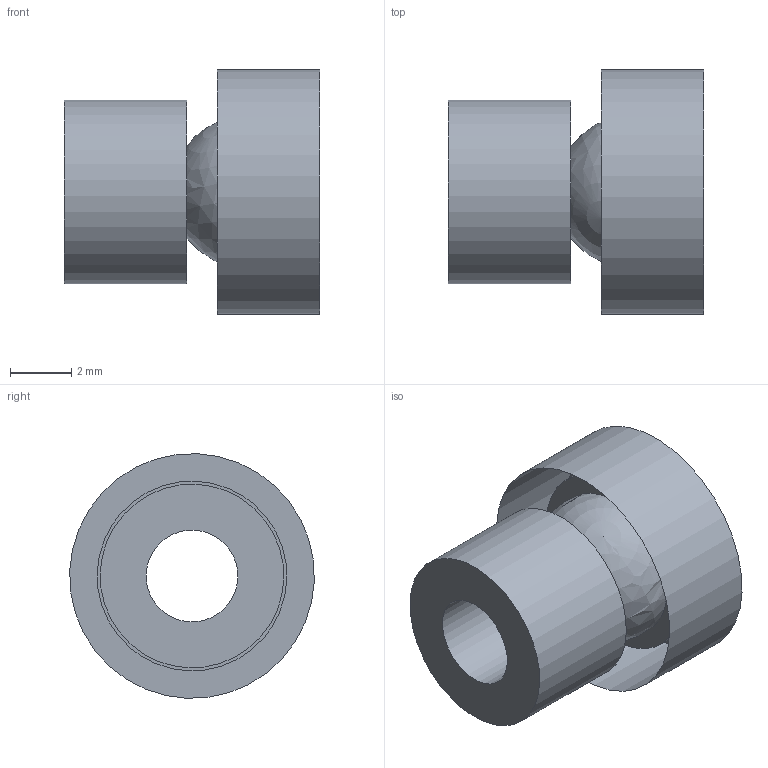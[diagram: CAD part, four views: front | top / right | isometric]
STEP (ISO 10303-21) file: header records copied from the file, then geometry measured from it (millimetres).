
FILE_DESCRIPTION(/* description */ (''),/* implementation_level */ '2;1');
FILE_NAME(/* name */ 'Ball joint block.step',/* time_stamp */ '2023-08-15T15:24:22+02:00',/* author */ (''),/* organization */ (''),/* preprocessor_version */ 'ST-DEVELOPER v19.2',/* originating_system */ 'Autodesk Translation Framework v12.6.0.85',/* authorisation */ '');
FILE_SCHEMA (('AUTOMOTIVE_DESIGN { 1 0 10303 214 3 1 1 }'));
Length unit declared in the file: millimetre
Products named in the file (1): Ball joint block
Bounding box: 8.35 x 7.99 x 7.99 mm (x, y, z)
Volume: 202.7 mm3; surface area: 373 mm2
Topology: 1 solids, 1 shells, 11 faces, 20 edges, 13 vertices
Faces by surface type: cylinder 5, plane 4, sphere 1, cone 1
Full cylindrical faces by diameter (mm): 3 x1, 5.1 x1, 6 x1, 6.2 x1, 8 x1
Entity records: 318 total; most frequent: DIRECTION 56, CARTESIAN_POINT 44, ORIENTED_EDGE 38, AXIS2_PLACEMENT_3D 25, EDGE_CURVE 19, EDGE_LOOP 16, CIRCLE 13, VERTEX_POINT 13
